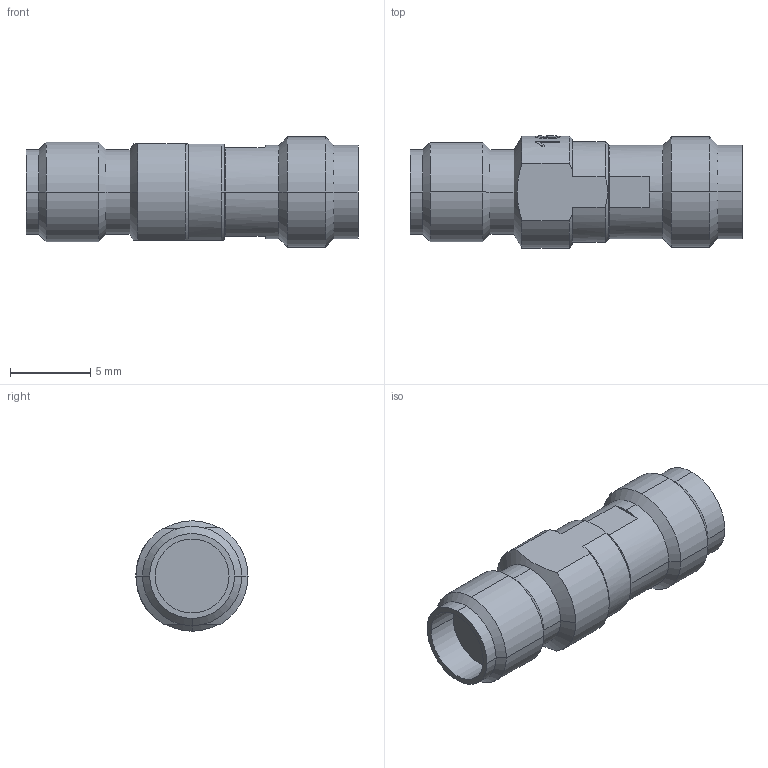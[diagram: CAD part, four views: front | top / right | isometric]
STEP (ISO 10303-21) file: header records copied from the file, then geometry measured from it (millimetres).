
FILE_DESCRIPTION (( 'STEP AP214' ), '1' );
FILE_NAME ('FMAD1649_3D.step', '2023-03-13T20:46:41', ( '' ), ( '' ), 'SwSTEP 2.0', 'SolidWorks 2022', '' );
FILE_SCHEMA (( 'AUTOMOTIVE_DESIGN' ));
Length unit declared in the file: inch
Products named in the file (1): FMAD1649_3D
Bounding box: 20.75 x 7.01 x 6.9 mm (x, y, z)
Volume: 536.1 mm3; surface area: 577.4 mm2
Topology: 1 solids, 1 shells, 123 faces, 308 edges, 198 vertices
Faces by surface type: cylinder 38, bspline 34, plane 31, cone 20
Entity records: 6496 total; most frequent: CARTESIAN_POINT 3762, ORIENTED_EDGE 616, DIRECTION 466, EDGE_CURVE 308, VERTEX_POINT 198, AXIS2_PLACEMENT_3D 186, EDGE_LOOP 134, ADVANCED_FACE 123
